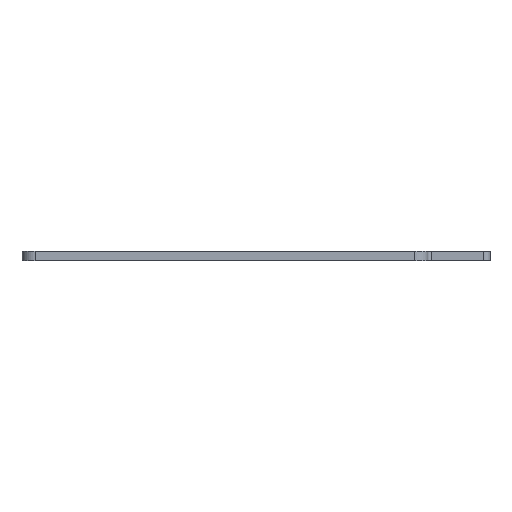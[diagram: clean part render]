
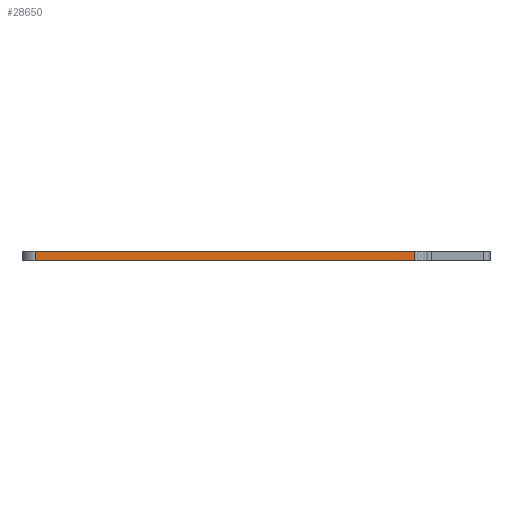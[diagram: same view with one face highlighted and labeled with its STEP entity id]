
A CAD part, left-side view. The second image highlights one B-rep face of the part: STEP entity #28650.
In plain terms, the highlighted planar face has unit normal (-1, 0, 0).
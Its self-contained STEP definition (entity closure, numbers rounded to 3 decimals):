
#60=CARTESIAN_POINT('',(-16.75,30.,1.5));
#70=DIRECTION('',(0.,0.,1.));
#80=VECTOR('',#70,1.);
#90=LINE('',#60,#80);
#100=CARTESIAN_POINT('',(-16.75,30.,0.));
#110=VERTEX_POINT('',#100);
#120=CARTESIAN_POINT('',(-16.75,30.,1.5));
#130=VERTEX_POINT('',#120);
#140=EDGE_CURVE('',#110,#130,#90,.T.);
#20490=CARTESIAN_POINT('',(-16.75,-28.,0.));
#20500=VERTEX_POINT('',#20490);
#20530=CARTESIAN_POINT('',(-16.75,-28.,1.5));
#20540=DIRECTION('',(0.,0.,1.));
#20550=VECTOR('',#20540,1.);
#20560=LINE('',#20530,#20550);
#20570=CARTESIAN_POINT('',(-16.75,-28.,1.5));
#20580=VERTEX_POINT('',#20570);
#20590=EDGE_CURVE('',#20500,#20580,#20560,.T.);
#28440=CARTESIAN_POINT('',(-16.75,30.,1.5));
#28450=DIRECTION('',(-1.,0.,0.));
#28460=DIRECTION('',(0.,1.,0.));
#28470=AXIS2_PLACEMENT_3D('',#28440,#28450,#28460);
#28480=PLANE('',#28470);
#28490=ORIENTED_EDGE('',*,*,#20590,.T.);
#28500=CARTESIAN_POINT('',(-16.75,32.,0.));
#28510=DIRECTION('',(0.,-1.,0.));
#28520=VECTOR('',#28510,1.);
#28530=LINE('',#28500,#28520);
#28540=EDGE_CURVE('',#110,#20500,#28530,.T.);
#28550=ORIENTED_EDGE('',*,*,#28540,.T.);
#28560=ORIENTED_EDGE('',*,*,#140,.F.);
#28570=CARTESIAN_POINT('',(-16.75,32.,1.5));
#28580=DIRECTION('',(0.,-1.,0.));
#28590=VECTOR('',#28580,1.);
#28600=LINE('',#28570,#28590);
#28610=EDGE_CURVE('',#130,#20580,#28600,.T.);
#28620=ORIENTED_EDGE('',*,*,#28610,.F.);
#28630=EDGE_LOOP('',(#28620,#28560,#28550,#28490));
#28640=FACE_OUTER_BOUND('',#28630,.T.);
#28650=ADVANCED_FACE('',(#28640),#28480,.T.);
